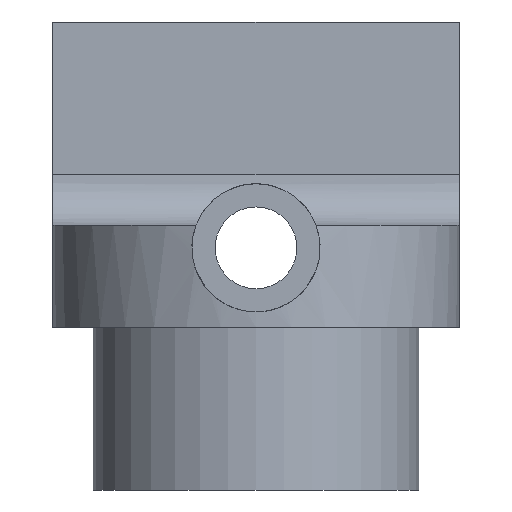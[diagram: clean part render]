
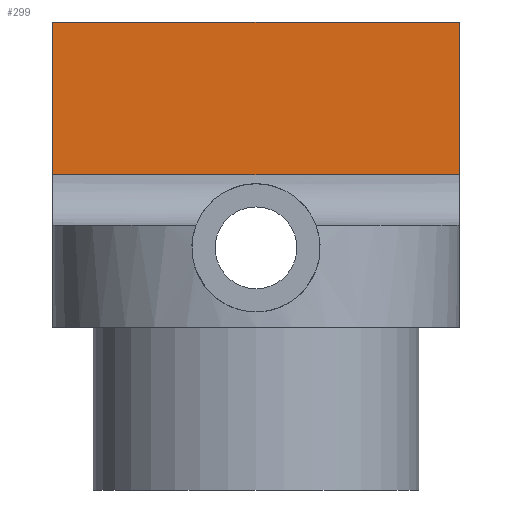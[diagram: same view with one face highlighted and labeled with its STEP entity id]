
A CAD part, left-side view. The second image highlights one B-rep face of the part: STEP entity #299.
In plain terms, the highlighted planar face has unit normal (-1, 0, 0).
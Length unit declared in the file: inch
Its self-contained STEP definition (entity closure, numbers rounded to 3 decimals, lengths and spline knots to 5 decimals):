
#21=PLANE('',#346);
#36=FACE_OUTER_BOUND('',#53,.T.);
#53=EDGE_LOOP('',(#244,#245,#246,#247));
#87=LINE('',#582,#112);
#88=LINE('',#586,#113);
#89=LINE('',#588,#114);
#90=LINE('',#589,#115);
#112=VECTOR('',#400,0.3937);
#113=VECTOR('',#405,0.3937);
#114=VECTOR('',#406,0.3937);
#115=VECTOR('',#407,0.3937);
#150=VERTEX_POINT('',#579);
#151=VERTEX_POINT('',#581);
#152=VERTEX_POINT('',#585);
#153=VERTEX_POINT('',#587);
#185=EDGE_CURVE('',#150,#151,#87,.T.);
#187=EDGE_CURVE('',#150,#152,#88,.T.);
#188=EDGE_CURVE('',#153,#152,#89,.T.);
#189=EDGE_CURVE('',#151,#153,#90,.T.);
#244=ORIENTED_EDGE('',*,*,#185,.F.);
#245=ORIENTED_EDGE('',*,*,#187,.T.);
#246=ORIENTED_EDGE('',*,*,#188,.F.);
#247=ORIENTED_EDGE('',*,*,#189,.F.);
#299=ADVANCED_FACE('',(#36),#21,.T.);
#346=AXIS2_PLACEMENT_3D('',#584,#403,#404);
#400=DIRECTION('',(0.,1.,0.));
#403=DIRECTION('center_axis',(-1.,0.,0.));
#404=DIRECTION('ref_axis',(0.,-1.,0.));
#405=DIRECTION('',(0.,0.,1.));
#406=DIRECTION('',(0.,-1.,0.));
#407=DIRECTION('',(0.,0.,1.));
#579=CARTESIAN_POINT('',(0.375,-0.5,0.775));
#581=CARTESIAN_POINT('',(0.375,0.5,0.775));
#582=CARTESIAN_POINT('',(0.375,0.25,0.775));
#584=CARTESIAN_POINT('Origin',(0.375,0.5,0.65));
#585=CARTESIAN_POINT('',(0.375,-0.5,1.15));
#586=CARTESIAN_POINT('',(0.375,-0.5,0.65));
#587=CARTESIAN_POINT('',(0.375,0.5,1.15));
#588=CARTESIAN_POINT('',(0.375,0.5,1.15));
#589=CARTESIAN_POINT('',(0.375,0.5,0.65));
